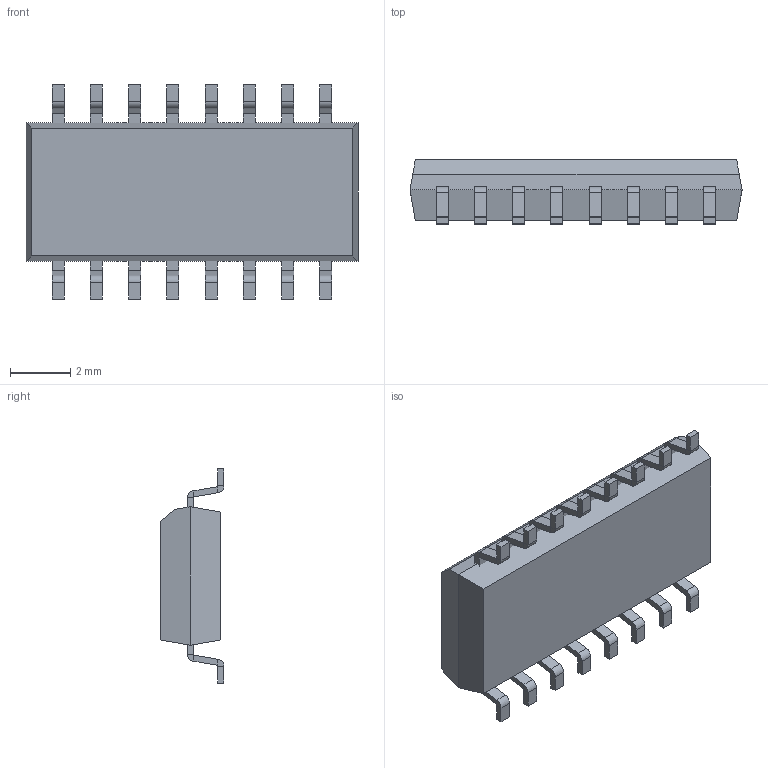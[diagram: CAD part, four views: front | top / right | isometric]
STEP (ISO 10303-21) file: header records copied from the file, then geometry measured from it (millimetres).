
FILE_DESCRIPTION (( 'STEP AP214' ), '1' );
FILE_NAME ('SSOP-16.STEP', '2015-12-12T22:59:39', ( '' ), ( '' ), 'SwSTEP 2.0', 'SolidWorks 2015', '' );
FILE_SCHEMA (( 'AUTOMOTIVE_DESIGN' ));
Length unit declared in the file: millimetre
Products named in the file (2): SSOP-16
Bounding box: 11.02 x 2.12 x 7.11 mm (x, y, z)
Volume: 104.6 mm3; surface area: 267.6 mm2
Topology: 2 solids, 2 shells, 329 faces, 715 edges, 390 vertices
Faces by surface type: plane 265, cylinder 64
Entity records: 8736 total; most frequent: DIRECTION 1505, CARTESIAN_POINT 1436, ORIENTED_EDGE 1430, EDGE_CURVE 715, VECTOR 587, LINE 587, AXIS2_PLACEMENT_3D 459, VERTEX_POINT 390
